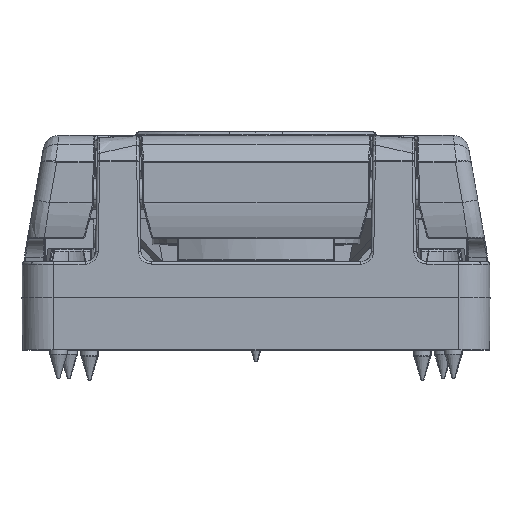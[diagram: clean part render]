
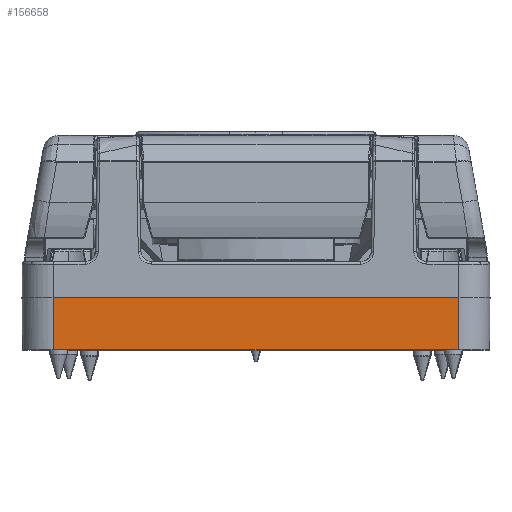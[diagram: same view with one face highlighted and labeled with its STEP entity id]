
A CAD part, top view. The second image highlights one B-rep face of the part: STEP entity #156658.
In plain terms, the highlighted planar face has unit normal (0, -0.009, 1).
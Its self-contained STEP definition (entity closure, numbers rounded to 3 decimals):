
#15113 = FACE_OUTER_BOUND ( 'NONE', #75327, .T. ) ;
#17107 = CARTESIAN_POINT ( 'NONE',  ( 39., 0., 7.5 ) ) ;
#17123 = CARTESIAN_POINT ( 'NONE',  ( -39., 0., 7.5 ) ) ;
#17127 = CARTESIAN_POINT ( 'NONE',  ( -38.913, -10., 7.413 ) ) ;
#17130 = CARTESIAN_POINT ( 'NONE',  ( 38.913, -10., 7.413 ) ) ;
#30666 = CARTESIAN_POINT ( 'NONE',  ( 0., 0., 7.5 ) ) ;
#30678 = PLANE ( 'NONE',  #205637 ) ;
#30696 = DIRECTION ( 'NONE',  ( 0., -0.009, 1. ) ) ;
#30697 = DIRECTION ( 'NONE',  ( 0., -1., -0.009 ) ) ;
#75327 = EDGE_LOOP ( 'NONE', ( #119709, #119703, #119700, #119696 ) ) ;
#119696 = ORIENTED_EDGE ( 'NONE', *, *, #166325, .T. ) ;
#119700 = ORIENTED_EDGE ( 'NONE', *, *, #166283, .T. ) ;
#119703 = ORIENTED_EDGE ( 'NONE', *, *, #166317, .T. ) ;
#119709 = ORIENTED_EDGE ( 'NONE', *, *, #166321, .F. ) ;
#153463 = VECTOR ( 'NONE', #167925, 1000. ) ;
#153521 = LINE ( 'NONE', #167868, #153524 ) ;
#153524 = VECTOR ( 'NONE', #167870, 1000. ) ;
#153562 = LINE ( 'NONE', #167913, #153463 ) ;
#153567 = LINE ( 'NONE', #167927, #153570 ) ;
#153570 = VECTOR ( 'NONE', #167929, 1000. ) ;
#153572 = LINE ( 'NONE', #167931, #153574 ) ;
#153574 = VECTOR ( 'NONE', #167933, 1000. ) ;
#156658 = ADVANCED_FACE ( 'NONE', ( #15113 ), #30678, .T. ) ;
#166283 = EDGE_CURVE ( 'NONE', #235376, #235390, #153521, .T. ) ;
#166317 = EDGE_CURVE ( 'NONE', #235396, #235376, #153562, .T. ) ;
#166321 = EDGE_CURVE ( 'NONE', #235396, #235394, #153567, .T. ) ;
#166325 = EDGE_CURVE ( 'NONE', #235390, #235394, #153572, .T. ) ;
#167868 = CARTESIAN_POINT ( 'NONE',  ( 0., 0., 7.5 ) ) ;
#167870 = DIRECTION ( 'NONE',  ( -1., 0., 0. ) ) ;
#167913 = CARTESIAN_POINT ( 'NONE',  ( 38.997, -0.34, 7.497 ) ) ;
#167925 = DIRECTION ( 'NONE',  ( 0.009, 1., 0.009 ) ) ;
#167927 = CARTESIAN_POINT ( 'NONE',  ( 0., -10., 7.413 ) ) ;
#167929 = DIRECTION ( 'NONE',  ( -1., 0., 0. ) ) ;
#167931 = CARTESIAN_POINT ( 'NONE',  ( -38.997, -0.34, 7.497 ) ) ;
#167933 = DIRECTION ( 'NONE',  ( 0.009, -1., -0.009 ) ) ;
#205637 = AXIS2_PLACEMENT_3D ( 'NONE', #30666, #30696, #30697 ) ;
#235376 = VERTEX_POINT ( 'NONE', #17107 ) ;
#235390 = VERTEX_POINT ( 'NONE', #17123 ) ;
#235394 = VERTEX_POINT ( 'NONE', #17127 ) ;
#235396 = VERTEX_POINT ( 'NONE', #17130 ) ;
